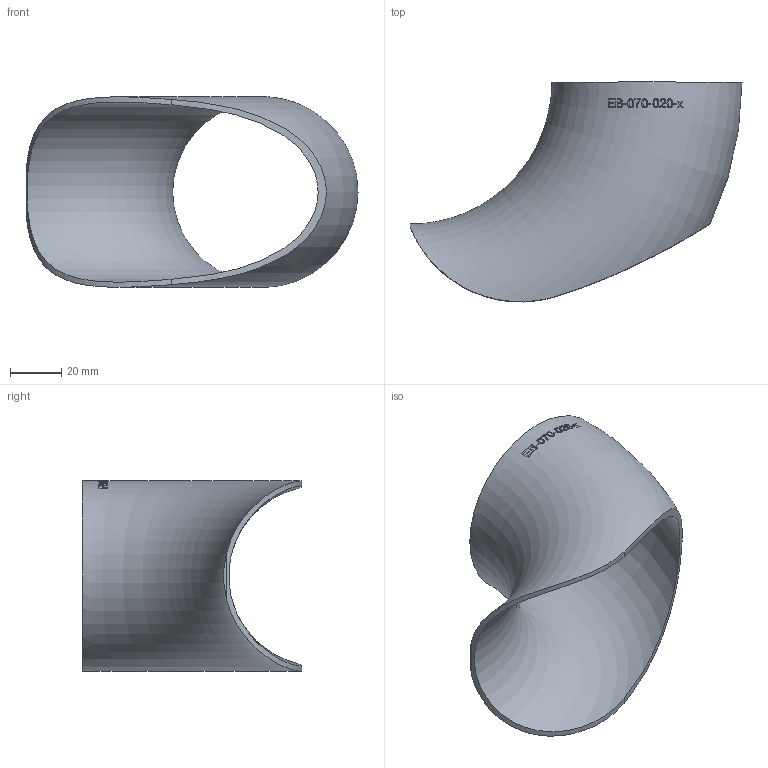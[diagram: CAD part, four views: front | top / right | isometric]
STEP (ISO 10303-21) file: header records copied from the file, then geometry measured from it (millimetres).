
FILE_DESCRIPTION (( 'STEP AP214' ), '1' );
FILE_NAME ('EB-070-020-x Einschweissbogen 2210.STEP', '2022-10-18T09:43:48', ( '' ), ( '' ), 'SwSTEP 2.0', 'SolidWorks 2019', '' );
FILE_SCHEMA (( 'AUTOMOTIVE_DESIGN' ));
Length unit declared in the file: millimetre
Products named in the file (1): EB-070-020-x Einschweissbogen 2210
Bounding box: 129 x 85.38 x 74.04 mm (x, y, z)
Volume: 39473 mm3; surface area: 40722.6 mm2
Topology: 1 solids, 1 shells, 128 faces, 331 edges, 222 vertices
Faces by surface type: bspline 105, torus 20, plane 2, cylinder 1
Entity records: 18834 total; most frequent: CARTESIAN_POINT 15351, ORIENTED_EDGE 654, EDGE_CURVE 327, B_SPLINE_CURVE_WITH_KNOTS 321, VERTEX_POINT 220, EDGE_LOOP 149, FACE_OUTER_BOUND 130, ADVANCED_FACE 128
